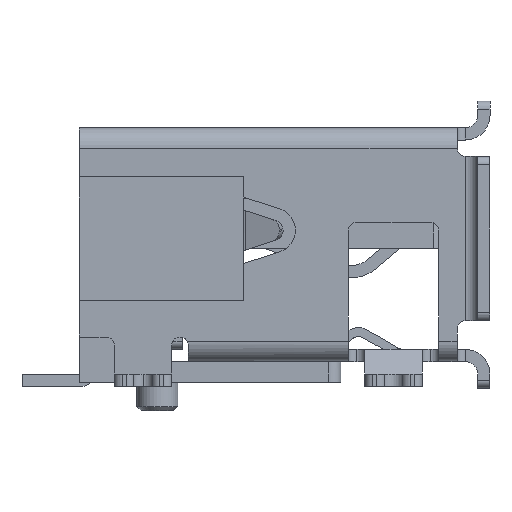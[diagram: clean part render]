
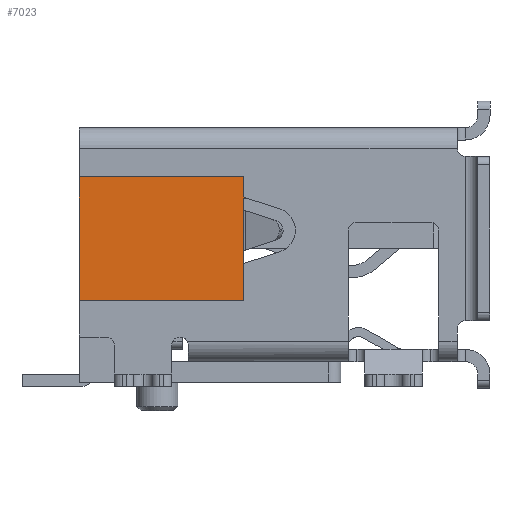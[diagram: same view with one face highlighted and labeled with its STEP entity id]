
A CAD part, left-side view. The second image highlights one B-rep face of the part: STEP entity #7023.
In plain terms, the highlighted planar face has unit normal (-1, 0, 0).
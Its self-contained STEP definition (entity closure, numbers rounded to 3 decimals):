
#163 = CARTESIAN_POINT ( 'NONE',  ( -7.4, 4.6, 1.65 ) ) ;
#426 = ORIENTED_EDGE ( 'NONE', *, *, #22482, .F. ) ;
#475 = VECTOR ( 'NONE', #32025, 1000. ) ;
#617 = LINE ( 'NONE', #18910, #32320 ) ;
#1397 = VECTOR ( 'NONE', #17005, 1000. ) ;
#2736 = VERTEX_POINT ( 'NONE', #163 ) ;
#4242 = CARTESIAN_POINT ( 'NONE',  ( -7.4, 0.6, -1.35 ) ) ;
#5202 = DIRECTION ( 'NONE',  ( 0., -1., 0. ) ) ;
#5518 = EDGE_CURVE ( 'NONE', #33588, #26417, #617, .T. ) ;
#5941 = ORIENTED_EDGE ( 'NONE', *, *, #5518, .T. ) ;
#6411 = LINE ( 'NONE', #12962, #17302 ) ;
#7023 = ADVANCED_FACE ( 'NONE', ( #13763 ), #34372, .T. ) ;
#7958 = DIRECTION ( 'NONE',  ( -1., 0., 0. ) ) ;
#9572 = DIRECTION ( 'NONE',  ( 0., 0., 1. ) ) ;
#12962 = CARTESIAN_POINT ( 'NONE',  ( -7.4, 0.6, -1.35 ) ) ;
#13763 = FACE_OUTER_BOUND ( 'NONE', #16354, .T. ) ;
#14065 = ORIENTED_EDGE ( 'NONE', *, *, #16254, .F. ) ;
#16008 = EDGE_CURVE ( 'NONE', #26417, #2736, #25264, .T. ) ;
#16254 = EDGE_CURVE ( 'NONE', #33588, #38068, #6411, .T. ) ;
#16354 = EDGE_LOOP ( 'NONE', ( #426, #14065, #5941, #28235 ) ) ;
#17005 = DIRECTION ( 'NONE',  ( 0., 1., 0. ) ) ;
#17302 = VECTOR ( 'NONE', #18546, 1000. ) ;
#18546 = DIRECTION ( 'NONE',  ( 0., 1., 0. ) ) ;
#18910 = CARTESIAN_POINT ( 'NONE',  ( -7.4, 0.6, 1.65 ) ) ;
#19966 = CARTESIAN_POINT ( 'NONE',  ( -7.4, 4.6, 1.65 ) ) ;
#21478 = CARTESIAN_POINT ( 'NONE',  ( -7.4, 0.6, 1.65 ) ) ;
#22482 = EDGE_CURVE ( 'NONE', #38068, #2736, #37407, .T. ) ;
#25264 = LINE ( 'NONE', #37375, #1397 ) ;
#26012 = AXIS2_PLACEMENT_3D ( 'NONE', #32326, #7958, #5202 ) ;
#26417 = VERTEX_POINT ( 'NONE', #21478 ) ;
#28235 = ORIENTED_EDGE ( 'NONE', *, *, #16008, .T. ) ;
#32025 = DIRECTION ( 'NONE',  ( 0., 0., 1. ) ) ;
#32320 = VECTOR ( 'NONE', #9572, 1000. ) ;
#32326 = CARTESIAN_POINT ( 'NONE',  ( -7.4, 0.6, 1.65 ) ) ;
#33588 = VERTEX_POINT ( 'NONE', #4242 ) ;
#34372 = PLANE ( 'NONE',  #26012 ) ;
#35750 = CARTESIAN_POINT ( 'NONE',  ( -7.4, 4.6, -1.35 ) ) ;
#37375 = CARTESIAN_POINT ( 'NONE',  ( -7.4, 0.6, 1.65 ) ) ;
#37407 = LINE ( 'NONE', #19966, #475 ) ;
#38068 = VERTEX_POINT ( 'NONE', #35750 ) ;
